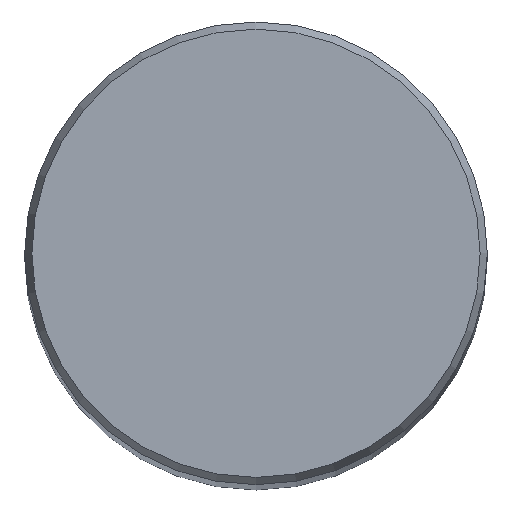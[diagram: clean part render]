
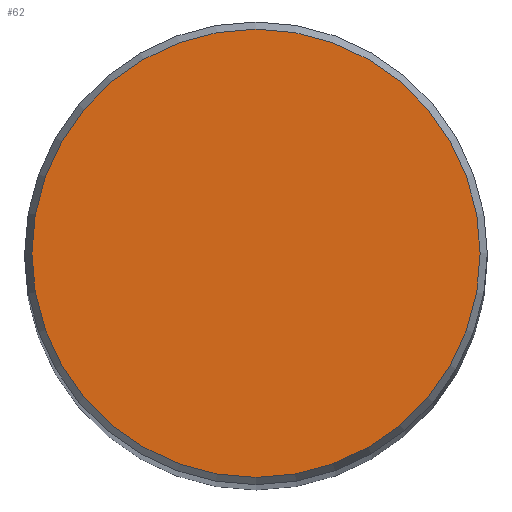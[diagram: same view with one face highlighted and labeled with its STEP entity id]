
A CAD part, top view. The second image highlights one B-rep face of the part: STEP entity #62.
In plain terms, the highlighted planar face has unit normal (0, 0, 1).
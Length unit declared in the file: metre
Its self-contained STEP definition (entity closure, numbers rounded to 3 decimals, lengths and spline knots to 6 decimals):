
#22=PLANE('',#82);
#26=ORIENTED_EDGE('',*,*,#34,.T.);
#34=EDGE_CURVE('',#38,#38,#42,.T.);
#38=VERTEX_POINT('',#116);
#42=CIRCLE('',#83,0.014534);
#46=EDGE_LOOP('',(#26));
#54=FACE_BOUND('',#46,.T.);
#62=ADVANCED_FACE('',(#54),#22,.T.);
#82=AXIS2_PLACEMENT_3D('',#114,#96,#97);
#83=AXIS2_PLACEMENT_3D('',#115,#98,#99);
#96=DIRECTION('',(0.,0.,1.));
#97=DIRECTION('',(0.,-1.,0.));
#98=DIRECTION('',(0.,0.,1.));
#99=DIRECTION('',(0.,-1.,0.));
#114=CARTESIAN_POINT('',(0.,0.,0.2));
#115=CARTESIAN_POINT('',(0.,0.,0.2));
#116=CARTESIAN_POINT('',(0.,-0.014534,0.2));
